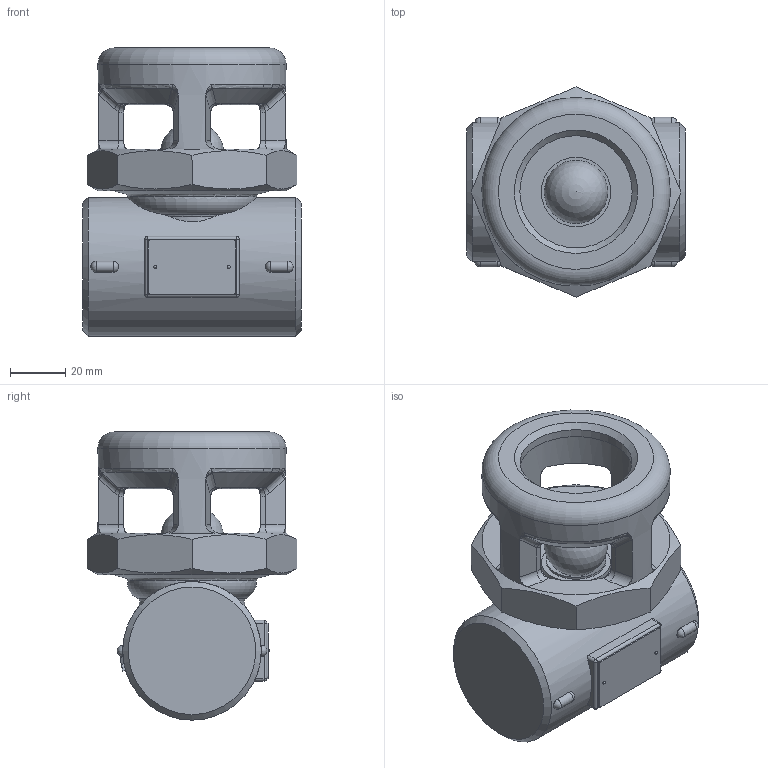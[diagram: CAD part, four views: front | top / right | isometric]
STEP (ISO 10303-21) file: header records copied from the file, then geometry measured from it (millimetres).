
FILE_DESCRIPTION((''),'2;1');
FILE_NAME('t5n00-025-screw-00.stp','2010-06-14T13:37:26',('nakaot'),(''),'Autodesk Inventor 2008','Autodesk Inventor 2008','');
FILE_SCHEMA(('AUTOMOTIVE_DESIGN { 1 0 10303 214 1 1 1 1 }'));
Length unit declared in the file: millimetre
Products named in the file (1): t5n00-025-screw-00
Bounding box: 79 x 75.77 x 104 mm (x, y, z)
Volume: 235821.8 mm3; surface area: 44301.4 mm2
Topology: 2 solids, 2 shells, 201 faces, 548 edges, 335 vertices
Faces by surface type: plane 58, bspline 56, cylinder 50, sphere 15, cone 12, torus 10
Full cylindrical faces by diameter (mm): 21.408 x1, 25 x1, 40.5 x1, 46.733 x1, 50 x1, 51 x1, 55.733 x1, 68 x1
Entity records: 9485 total; most frequent: CARTESIAN_POINT 5137, ORIENTED_EDGE 974, DIRECTION 744, EDGE_CURVE 487, VERTEX_POINT 324, AXIS2_PLACEMENT_3D 302, EDGE_LOOP 242, FACE_OUTER_BOUND 200
